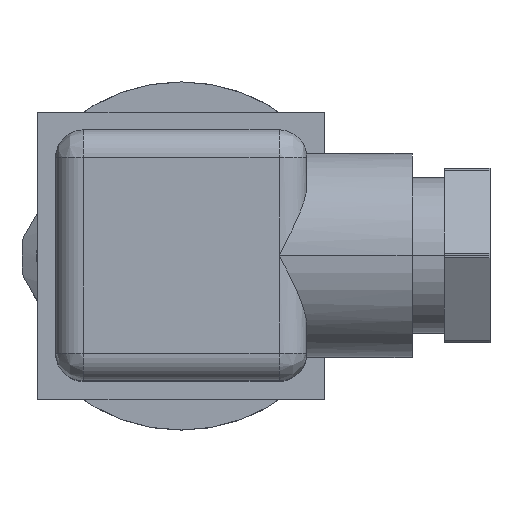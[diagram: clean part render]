
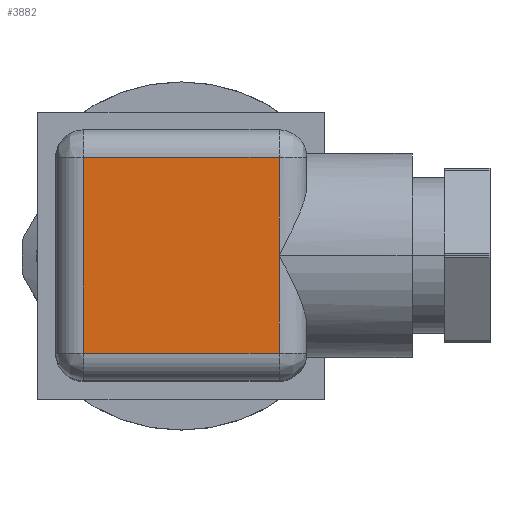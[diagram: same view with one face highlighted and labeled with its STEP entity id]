
A CAD part, top view. The second image highlights one B-rep face of the part: STEP entity #3882.
In plain terms, the highlighted planar face has unit normal (0, 0, 1).
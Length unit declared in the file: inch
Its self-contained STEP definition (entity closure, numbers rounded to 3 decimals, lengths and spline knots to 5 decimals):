
#70 = EDGE_CURVE ( 'NONE', #5293, #2902, #1977, .T. ) ;
#181 = ORIENTED_EDGE ( 'NONE', *, *, #1345, .F. ) ;
#264 = CARTESIAN_POINT ( 'NONE',  ( -0.42079, 0.42079, 2.00394 ) ) ;
#298 = CARTESIAN_POINT ( 'NONE',  ( 0., -0.42079, 2.00394 ) ) ;
#342 = DIRECTION ( 'NONE',  ( 0., 1., 0. ) ) ;
#387 = LINE ( 'NONE', #298, #2320 ) ;
#634 = DIRECTION ( 'NONE',  ( 1., 0., 0. ) ) ;
#643 = VERTEX_POINT ( 'NONE', #5366 ) ;
#730 = EDGE_CURVE ( 'NONE', #1633, #2902, #1580, .T. ) ;
#1345 = EDGE_CURVE ( 'NONE', #643, #5070, #387, .T. ) ;
#1372 = DIRECTION ( 'NONE',  ( 0., 1., 0. ) ) ;
#1580 = LINE ( 'NONE', #1583, #5516 ) ;
#1583 = CARTESIAN_POINT ( 'NONE',  ( 0.42079, 0., 2.00394 ) ) ;
#1630 = PLANE ( 'NONE',  #5285 ) ;
#1633 = VERTEX_POINT ( 'NONE', #2198 ) ;
#1820 = EDGE_LOOP ( 'NONE', ( #1906, #3515, #2836, #181, #2513 ) ) ;
#1906 = ORIENTED_EDGE ( 'NONE', *, *, #730, .T. ) ;
#1977 = LINE ( 'NONE', #3017, #2448 ) ;
#2060 = FACE_OUTER_BOUND ( 'NONE', #1820, .T. ) ;
#2198 = CARTESIAN_POINT ( 'NONE',  ( 0.42079, 0., 2.00394 ) ) ;
#2320 = VECTOR ( 'NONE', #3416, 39.37008 ) ;
#2448 = VECTOR ( 'NONE', #634, 39.37008 ) ;
#2486 = VECTOR ( 'NONE', #342, 39.37008 ) ;
#2513 = ORIENTED_EDGE ( 'NONE', *, *, #5468, .T. ) ;
#2836 = ORIENTED_EDGE ( 'NONE', *, *, #2974, .F. ) ;
#2902 = VERTEX_POINT ( 'NONE', #5265 ) ;
#2912 = CARTESIAN_POINT ( 'NONE',  ( 0.42079, 0., 2.00394 ) ) ;
#2974 = EDGE_CURVE ( 'NONE', #5070, #5293, #3039, .T. ) ;
#3017 = CARTESIAN_POINT ( 'NONE',  ( 0., 0.42079, 2.00394 ) ) ;
#3039 = LINE ( 'NONE', #3532, #4270 ) ;
#3416 = DIRECTION ( 'NONE',  ( -1., 0., 0. ) ) ;
#3515 = ORIENTED_EDGE ( 'NONE', *, *, #70, .F. ) ;
#3532 = CARTESIAN_POINT ( 'NONE',  ( -0.42079, 0., 2.00394 ) ) ;
#3645 = CARTESIAN_POINT ( 'NONE',  ( -0.42079, -0.42079, 2.00394 ) ) ;
#3690 = DIRECTION ( 'NONE',  ( 1., 0., 0. ) ) ;
#3766 = LINE ( 'NONE', #2912, #2486 ) ;
#3882 = ADVANCED_FACE ( 'FACE20', ( #2060 ), #1630, .T. ) ;
#4046 = CARTESIAN_POINT ( 'NONE',  ( 0., 0., 2.00394 ) ) ;
#4169 = DIRECTION ( 'NONE',  ( 0., 1., 0. ) ) ;
#4270 = VECTOR ( 'NONE', #1372, 39.37008 ) ;
#4770 = DIRECTION ( 'NONE',  ( 0., 0., 1. ) ) ;
#5070 = VERTEX_POINT ( 'NONE', #3645 ) ;
#5265 = CARTESIAN_POINT ( 'NONE',  ( 0.42079, 0.42079, 2.00394 ) ) ;
#5285 = AXIS2_PLACEMENT_3D ( 'NONE', #4046, #4770, #3690 ) ;
#5293 = VERTEX_POINT ( 'NONE', #264 ) ;
#5366 = CARTESIAN_POINT ( 'NONE',  ( 0.42079, -0.42079, 2.00394 ) ) ;
#5468 = EDGE_CURVE ( 'NONE', #643, #1633, #3766, .T. ) ;
#5516 = VECTOR ( 'NONE', #4169, 39.37008 ) ;
